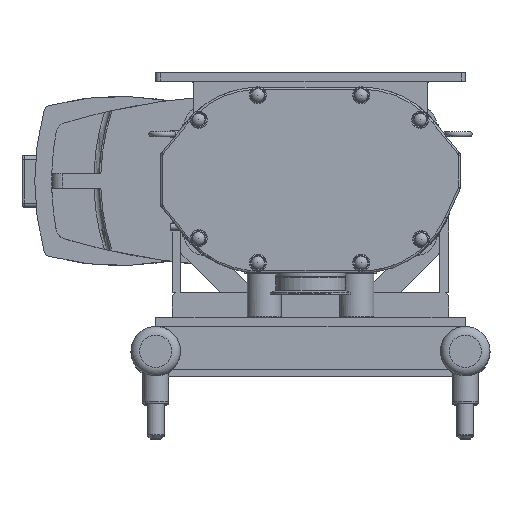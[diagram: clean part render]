
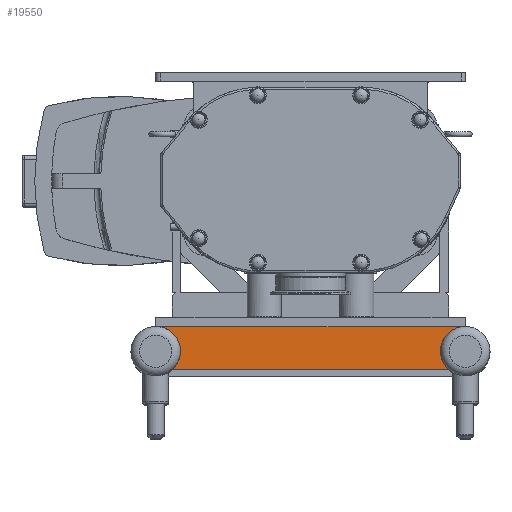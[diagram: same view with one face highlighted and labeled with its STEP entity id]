
A CAD part, top view. The second image highlights one B-rep face of the part: STEP entity #19550.
In plain terms, the highlighted planar face has unit normal (0, 0, 1).
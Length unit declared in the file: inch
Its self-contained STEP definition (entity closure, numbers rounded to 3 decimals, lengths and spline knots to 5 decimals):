
#1047=PLANE('',#21590);
#2432=LINE('',#35089,#3901);
#2434=LINE('',#35094,#3903);
#2435=LINE('',#35098,#3904);
#2436=LINE('',#35101,#3905);
#3901=VECTOR('',#26943,0.3937);
#3903=VECTOR('',#26949,0.3937);
#3904=VECTOR('',#26952,0.3937);
#3905=VECTOR('',#26955,0.3937);
#5574=FACE_OUTER_BOUND('',#6734,.T.);
#6734=EDGE_LOOP('',(#17963,#17964,#17965,#17966,#17967,#17968));
#7781=CIRCLE('',#21591,1.44);
#7782=CIRCLE('',#21592,1.44);
#9631=VERTEX_POINT('',#35082);
#9633=VERTEX_POINT('',#35087);
#9634=VERTEX_POINT('',#35093);
#9635=VERTEX_POINT('',#35095);
#9636=VERTEX_POINT('',#35097);
#9637=VERTEX_POINT('',#35099);
#12445=EDGE_CURVE('',#9631,#9633,#2432,.T.);
#12447=EDGE_CURVE('',#9633,#9634,#2434,.T.);
#12448=EDGE_CURVE('',#9634,#9635,#7781,.T.);
#12449=EDGE_CURVE('',#9635,#9636,#2435,.T.);
#12450=EDGE_CURVE('',#9636,#9637,#7782,.T.);
#12451=EDGE_CURVE('',#9637,#9631,#2436,.T.);
#17963=ORIENTED_EDGE('',*,*,#12445,.T.);
#17964=ORIENTED_EDGE('',*,*,#12447,.T.);
#17965=ORIENTED_EDGE('',*,*,#12448,.T.);
#17966=ORIENTED_EDGE('',*,*,#12449,.T.);
#17967=ORIENTED_EDGE('',*,*,#12450,.T.);
#17968=ORIENTED_EDGE('',*,*,#12451,.T.);
#19550=ADVANCED_FACE('',(#5574),#1047,.T.);
#21590=AXIS2_PLACEMENT_3D('',#35092,#26947,#26948);
#21591=AXIS2_PLACEMENT_3D('',#35096,#26950,#26951);
#21592=AXIS2_PLACEMENT_3D('',#35100,#26953,#26954);
#26943=DIRECTION('',(-1.,0.,0.));
#26947=DIRECTION('center_axis',(0.,0.,
1.));
#26948=DIRECTION('ref_axis',(1.,0.,0.));
#26949=DIRECTION('',(0.,-1.,0.));
#26950=DIRECTION('center_axis',(0.,0.,
-1.));
#26951=DIRECTION('ref_axis',(0.677,-0.736,0.));
#26952=DIRECTION('',(1.,0.,0.));
#26953=DIRECTION('center_axis',(0.,0.,
-1.));
#26954=DIRECTION('ref_axis',(-0.257,0.966,0.));
#26955=DIRECTION('',(0.,1.,0.));
#35082=CARTESIAN_POINT('',(8.6275,-8.5,-10.654));
#35087=CARTESIAN_POINT('',(-8.6225,-8.5,-10.654));
#35089=CARTESIAN_POINT('',(-0.00078,-8.5,-10.654));
#35092=CARTESIAN_POINT('Origin',(0.00093,-9.69383,
-10.654));
#35093=CARTESIAN_POINT('',(-8.6225,-8.54854,-10.654));
#35094=CARTESIAN_POINT('',(-8.6225,-8.54854,-10.654));
#35095=CARTESIAN_POINT('',(-8.02782,-10.9975,-10.654));
#35096=CARTESIAN_POINT('Origin',(-9.0025,-9.9375,-10.654));
#35097=CARTESIAN_POINT('',(8.02282,-10.9975,-10.654));
#35098=CARTESIAN_POINT('',(8.02282,-10.9975,-10.654));
#35099=CARTESIAN_POINT('',(8.6275,-8.54585,-10.654));
#35100=CARTESIAN_POINT('Origin',(8.9975,-9.9375,-10.654));
#35101=CARTESIAN_POINT('',(8.6275,-8.4975,-10.654));
